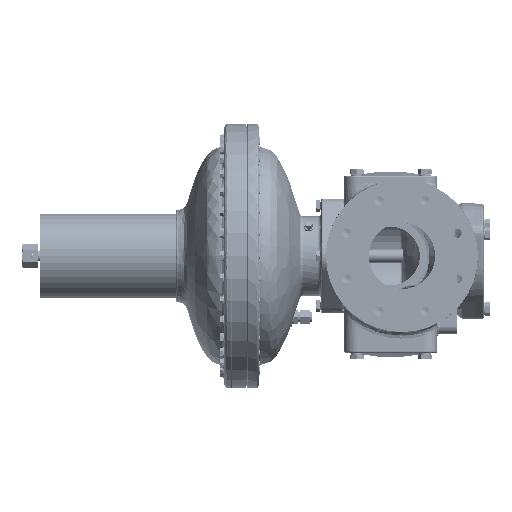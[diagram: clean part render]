
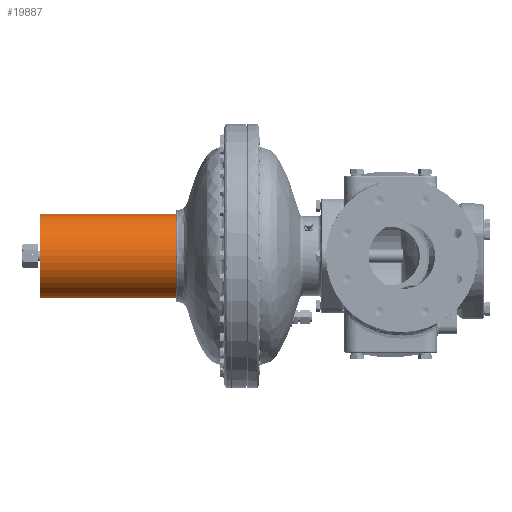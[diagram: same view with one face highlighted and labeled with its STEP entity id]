
A CAD part, left-side view. The second image highlights one B-rep face of the part: STEP entity #19887.
In plain terms, the highlighted cylindrical face has radius 63.5 mm (diameter 127 mm), a partial arc.
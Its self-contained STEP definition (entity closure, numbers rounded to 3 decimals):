
#3063 = CARTESIAN_POINT ( 'NONE',  ( 0., 545.28, 63.5 ) ) ;
#3530 = VERTEX_POINT ( 'NONE', #128002 ) ;
#9455 = EDGE_CURVE ( 'NONE', #119637, #78544, #11326, .T. ) ;
#9593 = EDGE_CURVE ( 'NONE', #3530, #78544, #129574, .T. ) ;
#11326 = CIRCLE ( 'NONE', #156210, 63.5 ) ;
#19887 = ADVANCED_FACE ( 'NONE', ( #41649 ), #37672, .T. ) ;
#22249 = ORIENTED_EDGE ( 'NONE', *, *, #9593, .F. ) ;
#26357 = EDGE_CURVE ( 'NONE', #3530, #159111, #137105, .T. ) ;
#36402 = CARTESIAN_POINT ( 'NONE',  ( 0., 545.28, -63.5 ) ) ;
#37241 = CARTESIAN_POINT ( 'NONE',  ( 0., 340.28, 0. ) ) ;
#37672 = CYLINDRICAL_SURFACE ( 'NONE', #61378, 63.5 ) ;
#38068 = EDGE_CURVE ( 'NONE', #159111, #119637, #127757, .T. ) ;
#41649 = FACE_OUTER_BOUND ( 'NONE', #134180, .T. ) ;
#49902 = DIRECTION ( 'NONE',  ( 0., 0., -1. ) ) ;
#59208 = CARTESIAN_POINT ( 'NONE',  ( 0., 545.28, -63.5 ) ) ;
#60164 = ORIENTED_EDGE ( 'NONE', *, *, #9455, .T. ) ;
#61378 = AXIS2_PLACEMENT_3D ( 'NONE', #104189, #154920, #116861 ) ;
#63044 = CARTESIAN_POINT ( 'NONE',  ( 0., 545.28, 0. ) ) ;
#74735 = CARTESIAN_POINT ( 'NONE',  ( 0., 340.28, -63.5 ) ) ;
#75706 = DIRECTION ( 'NONE',  ( 0., 0., -1. ) ) ;
#78544 = VERTEX_POINT ( 'NONE', #130835 ) ;
#94195 = VECTOR ( 'NONE', #161981, 1000. ) ;
#103335 = ORIENTED_EDGE ( 'NONE', *, *, #38068, .T. ) ;
#104189 = CARTESIAN_POINT ( 'NONE',  ( 0., 545.28, 0. ) ) ;
#116861 = DIRECTION ( 'NONE',  ( 0., 0., -1. ) ) ;
#119637 = VERTEX_POINT ( 'NONE', #74735 ) ;
#125385 = DIRECTION ( 'NONE',  ( 0., 1., 0. ) ) ;
#127757 = LINE ( 'NONE', #36402, #94195 ) ;
#128002 = CARTESIAN_POINT ( 'NONE',  ( 0., 545.28, 63.5 ) ) ;
#129207 = DIRECTION ( 'NONE',  ( 0., -1., 0. ) ) ;
#129574 = LINE ( 'NONE', #3063, #159099 ) ;
#130835 = CARTESIAN_POINT ( 'NONE',  ( 0., 340.28, 63.5 ) ) ;
#134180 = EDGE_LOOP ( 'NONE', ( #22249, #146680, #103335, #60164 ) ) ;
#137105 = CIRCLE ( 'NONE', #160335, 63.5 ) ;
#146680 = ORIENTED_EDGE ( 'NONE', *, *, #26357, .T. ) ;
#151175 = DIRECTION ( 'NONE',  ( 0., -1., 0. ) ) ;
#154920 = DIRECTION ( 'NONE',  ( 0., -1., 0. ) ) ;
#156210 = AXIS2_PLACEMENT_3D ( 'NONE', #37241, #125385, #49902 ) ;
#159099 = VECTOR ( 'NONE', #129207, 1000. ) ;
#159111 = VERTEX_POINT ( 'NONE', #59208 ) ;
#160335 = AXIS2_PLACEMENT_3D ( 'NONE', #63044, #151175, #75706 ) ;
#161981 = DIRECTION ( 'NONE',  ( 0., -1., 0. ) ) ;
